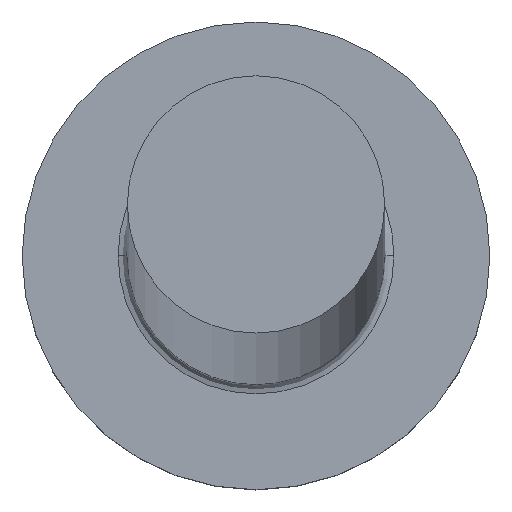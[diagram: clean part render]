
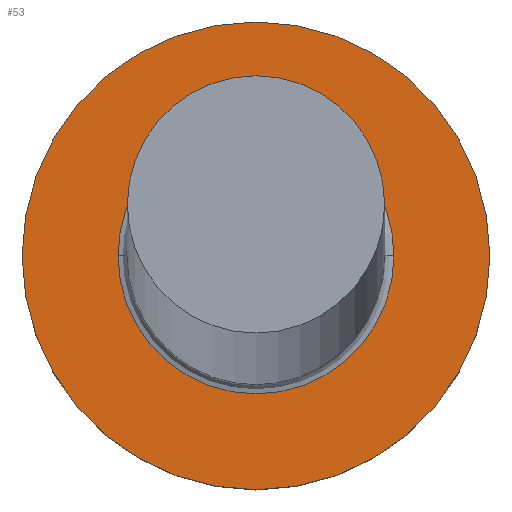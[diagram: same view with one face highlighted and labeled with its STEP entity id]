
A CAD part, top view. The second image highlights one B-rep face of the part: STEP entity #53.
In plain terms, the highlighted planar face has unit normal (0, 0, 1).
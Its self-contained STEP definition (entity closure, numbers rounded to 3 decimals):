
#2 = ORIENTED_EDGE ( 'NONE', *, *, #144, .T. ) ;
#5 = CIRCLE ( 'NONE', #60, 2.95 ) ;
#14 = PLANE ( 'NONE',  #111 ) ;
#19 = EDGE_CURVE ( 'NONE', #256, #279, #145, .T. ) ;
#27 = AXIS2_PLACEMENT_3D ( 'NONE', #240, #243, #294 ) ;
#32 = DIRECTION ( 'NONE',  ( 0., 0., 1. ) ) ;
#42 = VERTEX_POINT ( 'NONE', #102 ) ;
#53 = ADVANCED_FACE ( 'NONE', ( #293, #224 ), #14, .T. ) ;
#54 = ORIENTED_EDGE ( 'NONE', *, *, #19, .T. ) ;
#60 = AXIS2_PLACEMENT_3D ( 'NONE', #190, #238, #288 ) ;
#67 = ORIENTED_EDGE ( 'NONE', *, *, #248, .T. ) ;
#82 = EDGE_LOOP ( 'NONE', ( #2, #67 ) ) ;
#90 = EDGE_CURVE ( 'NONE', #279, #256, #245, .T. ) ;
#91 = CARTESIAN_POINT ( 'NONE',  ( 0., 0., 3. ) ) ;
#97 = CARTESIAN_POINT ( 'NONE',  ( -5., 0., 3. ) ) ;
#102 = CARTESIAN_POINT ( 'NONE',  ( 2.95, 0., 3. ) ) ;
#108 = CARTESIAN_POINT ( 'NONE',  ( 0., 0., 3. ) ) ;
#111 = AXIS2_PLACEMENT_3D ( 'NONE', #150, #32, #119 ) ;
#119 = DIRECTION ( 'NONE',  ( 1., 0., 0. ) ) ;
#120 = CARTESIAN_POINT ( 'NONE',  ( 5., 0., 3. ) ) ;
#130 = CARTESIAN_POINT ( 'NONE',  ( -2.95, 0., 3. ) ) ;
#144 = EDGE_CURVE ( 'NONE', #42, #154, #304, .T. ) ;
#145 = CIRCLE ( 'NONE', #27, 5. ) ;
#150 = CARTESIAN_POINT ( 'NONE',  ( 0., 0., 3. ) ) ;
#154 = VERTEX_POINT ( 'NONE', #130 ) ;
#180 = DIRECTION ( 'NONE',  ( 1., 0., 0. ) ) ;
#190 = CARTESIAN_POINT ( 'NONE',  ( 0., 0., 3. ) ) ;
#206 = DIRECTION ( 'NONE',  ( 1., 0., 0. ) ) ;
#224 = FACE_OUTER_BOUND ( 'NONE', #264, .T. ) ;
#230 = DIRECTION ( 'NONE',  ( 0., 0., 1. ) ) ;
#233 = AXIS2_PLACEMENT_3D ( 'NONE', #91, #230, #180 ) ;
#235 = AXIS2_PLACEMENT_3D ( 'NONE', #108, #284, #206 ) ;
#238 = DIRECTION ( 'NONE',  ( 0., 0., -1. ) ) ;
#240 = CARTESIAN_POINT ( 'NONE',  ( 0., 0., 3. ) ) ;
#243 = DIRECTION ( 'NONE',  ( 0., 0., 1. ) ) ;
#245 = CIRCLE ( 'NONE', #233, 5. ) ;
#248 = EDGE_CURVE ( 'NONE', #154, #42, #5, .T. ) ;
#256 = VERTEX_POINT ( 'NONE', #97 ) ;
#264 = EDGE_LOOP ( 'NONE', ( #54, #289 ) ) ;
#279 = VERTEX_POINT ( 'NONE', #120 ) ;
#284 = DIRECTION ( 'NONE',  ( 0., 0., -1. ) ) ;
#288 = DIRECTION ( 'NONE',  ( 1., 0., 0. ) ) ;
#289 = ORIENTED_EDGE ( 'NONE', *, *, #90, .T. ) ;
#293 = FACE_BOUND ( 'NONE', #82, .T. ) ;
#294 = DIRECTION ( 'NONE',  ( 1., 0., 0. ) ) ;
#304 = CIRCLE ( 'NONE', #235, 2.95 ) ;
